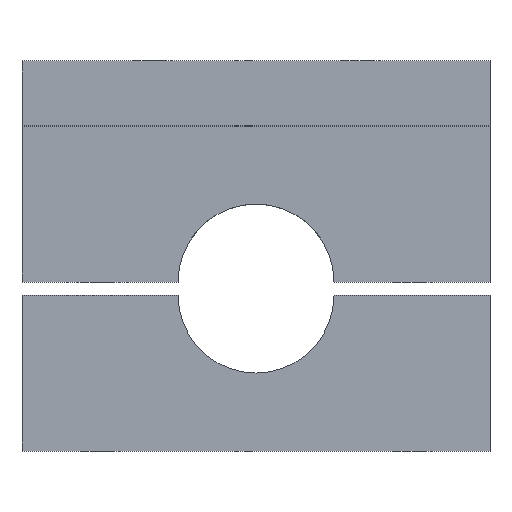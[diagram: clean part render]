
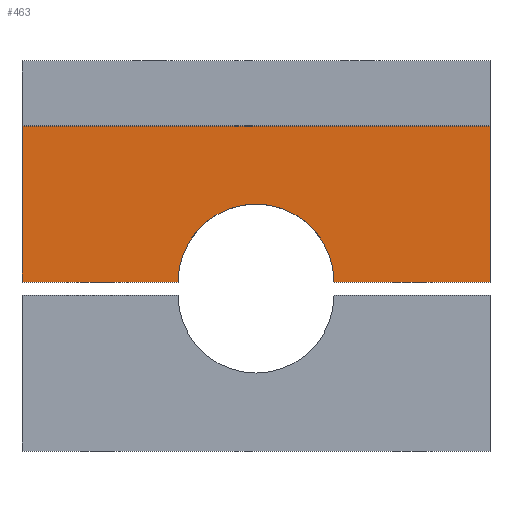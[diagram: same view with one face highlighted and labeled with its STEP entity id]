
A CAD part, top view. The second image highlights one B-rep face of the part: STEP entity #463.
In plain terms, the highlighted planar face has unit normal (0, 0, 1).
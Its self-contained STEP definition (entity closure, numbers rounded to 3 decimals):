
#43=PLANE('',#520);
#69=FACE_OUTER_BOUND('',#105,.T.);
#105=EDGE_LOOP('',(#419,#420,#421,#422,#423,#424));
#136=LINE('',#747,#180);
#141=LINE('',#755,#185);
#143=LINE('',#760,#187);
#146=LINE('',#766,#190);
#150=LINE('',#776,#194);
#180=VECTOR('',#619,10.);
#185=VECTOR('',#626,10.);
#187=VECTOR('',#630,10.);
#190=VECTOR('',#635,10.);
#194=VECTOR('',#647,10.);
#210=CIRCLE('',#518,6.);
#241=VERTEX_POINT('',#745);
#242=VERTEX_POINT('',#746);
#244=VERTEX_POINT('',#753);
#246=VERTEX_POINT('',#759);
#248=VERTEX_POINT('',#765);
#250=VERTEX_POINT('',#771);
#294=EDGE_CURVE('',#241,#242,#136,.T.);
#299=EDGE_CURVE('',#242,#244,#141,.T.);
#301=EDGE_CURVE('',#246,#241,#143,.T.);
#304=EDGE_CURVE('',#248,#246,#146,.T.);
#307=EDGE_CURVE('',#250,#248,#210,.T.);
#310=EDGE_CURVE('',#244,#250,#150,.T.);
#419=ORIENTED_EDGE('',*,*,#310,.T.);
#420=ORIENTED_EDGE('',*,*,#307,.T.);
#421=ORIENTED_EDGE('',*,*,#304,.T.);
#422=ORIENTED_EDGE('',*,*,#301,.T.);
#423=ORIENTED_EDGE('',*,*,#294,.T.);
#424=ORIENTED_EDGE('',*,*,#299,.T.);
#463=ADVANCED_FACE('',(#69),#43,.T.);
#518=AXIS2_PLACEMENT_3D('',#772,#641,#642);
#520=AXIS2_PLACEMENT_3D('',#777,#648,#649);
#619=DIRECTION('',(-1.,0.,0.));
#626=DIRECTION('',(0.,-1.,0.));
#630=DIRECTION('',(0.,1.,0.));
#635=DIRECTION('',(1.,0.,0.));
#641=DIRECTION('center_axis',(0.,0.,-1.));
#642=DIRECTION('ref_axis',(1.,0.,0.));
#647=DIRECTION('',(1.,0.,0.));
#648=DIRECTION('center_axis',(0.,0.,1.));
#649=DIRECTION('ref_axis',(1.,0.,0.));
#745=CARTESIAN_POINT('',(18.,12.5,5.));
#746=CARTESIAN_POINT('',(-18.,12.5,5.));
#747=CARTESIAN_POINT('',(-18.,12.5,5.));
#753=CARTESIAN_POINT('',(-18.,0.5,5.));
#755=CARTESIAN_POINT('',(-18.,12.5,5.));
#759=CARTESIAN_POINT('',(18.,0.5,5.));
#760=CARTESIAN_POINT('',(18.,-11.5,5.));
#765=CARTESIAN_POINT('',(6.,0.5,5.));
#766=CARTESIAN_POINT('',(-18.,0.5,5.));
#771=CARTESIAN_POINT('',(-6.,0.5,5.));
#772=CARTESIAN_POINT('Origin',(0.,0.5,5.));
#776=CARTESIAN_POINT('',(-18.,0.5,5.));
#777=CARTESIAN_POINT('Origin',(0.,6.5,5.));
